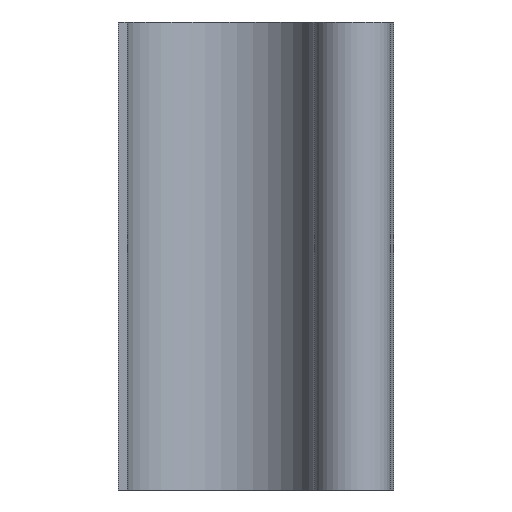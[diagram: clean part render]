
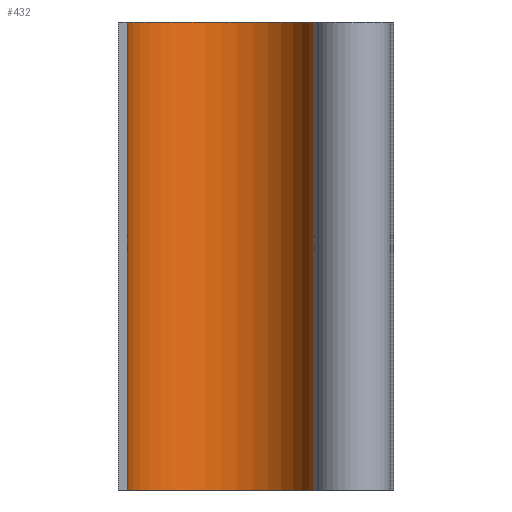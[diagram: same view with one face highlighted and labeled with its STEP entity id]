
A CAD part, front view. The second image highlights one B-rep face of the part: STEP entity #432.
In plain terms, the highlighted cylindrical face has radius 8 mm (diameter 16 mm), a partial arc.
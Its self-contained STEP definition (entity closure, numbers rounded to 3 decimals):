
#5 = DIRECTION ( 'NONE',  ( 1., 0., 0. ) ) ;
#30 = DIRECTION ( 'NONE',  ( 0., 0., 1. ) ) ;
#47 = CARTESIAN_POINT ( 'NONE',  ( -8.75, 0., 20. ) ) ;
#257 = VECTOR ( 'NONE', #717, 1000. ) ;
#265 = VECTOR ( 'NONE', #906, 1000. ) ;
#266 = LINE ( 'NONE', #911, #257 ) ;
#286 = LINE ( 'NONE', #1037, #265 ) ;
#409 = CIRCLE ( 'NONE', #534, 8. ) ;
#428 = CIRCLE ( 'NONE', #546, 8. ) ;
#432 = ADVANCED_FACE ( 'NONE', ( #540 ), #520, .F. ) ;
#520 = CYLINDRICAL_SURFACE ( 'NONE', #662, 8. ) ;
#534 = AXIS2_PLACEMENT_3D ( 'NONE', #1168, #1163, #1162 ) ;
#540 = FACE_OUTER_BOUND ( 'NONE', #771, .T. ) ;
#546 = AXIS2_PLACEMENT_3D ( 'NONE', #47, #30, #5 ) ;
#559 = CARTESIAN_POINT ( 'NONE',  ( -16.75, 0., 20. ) ) ;
#595 = CARTESIAN_POINT ( 'NONE',  ( -0.75, 0., -20. ) ) ;
#633 = VERTEX_POINT ( 'NONE', #595 ) ;
#662 = AXIS2_PLACEMENT_3D ( 'NONE', #831, #837, #868 ) ;
#676 = VERTEX_POINT ( 'NONE', #559 ) ;
#717 = DIRECTION ( 'NONE',  ( 0., 0., -1. ) ) ;
#742 = CARTESIAN_POINT ( 'NONE',  ( -16.75, 0., -20. ) ) ;
#769 = ORIENTED_EDGE ( 'NONE', *, *, #1036, .T. ) ;
#771 = EDGE_LOOP ( 'NONE', ( #776, #774, #773, #769 ) ) ;
#773 = ORIENTED_EDGE ( 'NONE', *, *, #882, .T. ) ;
#774 = ORIENTED_EDGE ( 'NONE', *, *, #1042, .F. ) ;
#776 = ORIENTED_EDGE ( 'NONE', *, *, #899, .F. ) ;
#831 = CARTESIAN_POINT ( 'NONE',  ( -8.75, 0., 20. ) ) ;
#837 = DIRECTION ( 'NONE',  ( 0., 0., -1. ) ) ;
#868 = DIRECTION ( 'NONE',  ( -1., 0., 0. ) ) ;
#882 = EDGE_CURVE ( 'NONE', #1091, #676, #428, .T. ) ;
#899 = EDGE_CURVE ( 'NONE', #633, #947, #409, .T. ) ;
#900 = CARTESIAN_POINT ( 'NONE',  ( -0.75, 0., 20. ) ) ;
#906 = DIRECTION ( 'NONE',  ( 0., 0., -1. ) ) ;
#911 = CARTESIAN_POINT ( 'NONE',  ( -0.75, 0., 20. ) ) ;
#947 = VERTEX_POINT ( 'NONE', #742 ) ;
#1036 = EDGE_CURVE ( 'NONE', #676, #947, #286, .T. ) ;
#1037 = CARTESIAN_POINT ( 'NONE',  ( -16.75, 0., 20. ) ) ;
#1042 = EDGE_CURVE ( 'NONE', #1091, #633, #266, .T. ) ;
#1091 = VERTEX_POINT ( 'NONE', #900 ) ;
#1162 = DIRECTION ( 'NONE',  ( 1., 0., 0. ) ) ;
#1163 = DIRECTION ( 'NONE',  ( 0., 0., 1. ) ) ;
#1168 = CARTESIAN_POINT ( 'NONE',  ( -8.75, 0., -20. ) ) ;
